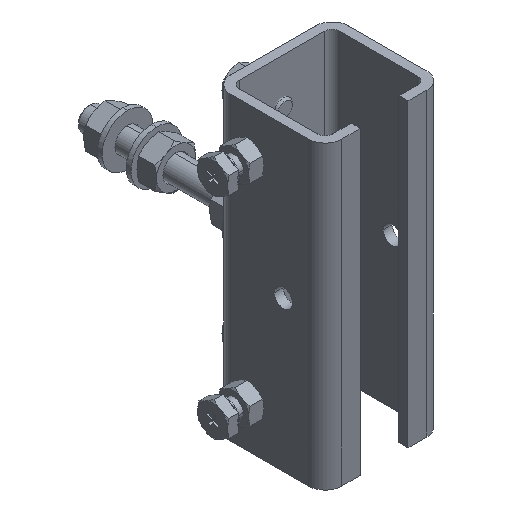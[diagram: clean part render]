
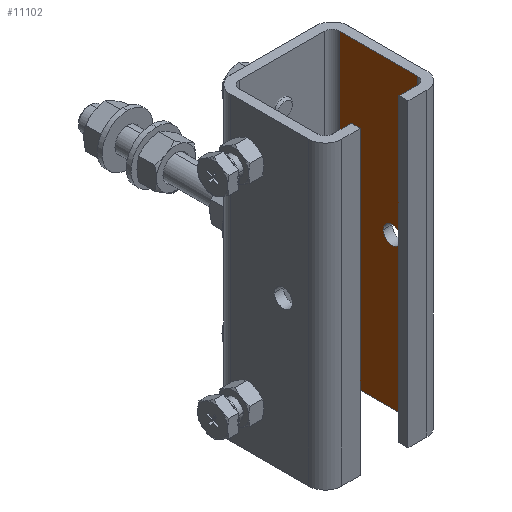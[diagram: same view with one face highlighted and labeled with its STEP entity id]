
A CAD part, isometric view. The second image highlights one B-rep face of the part: STEP entity #11102.
In plain terms, the highlighted planar face has unit normal (1, 0, 0).
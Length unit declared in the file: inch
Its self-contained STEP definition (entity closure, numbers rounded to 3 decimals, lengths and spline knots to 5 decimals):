
#165 = CARTESIAN_POINT ( 'NONE',  ( 0.65551, -0.61024, 1.9685 ) ) ;
#603 = EDGE_LOOP ( 'NONE', ( #10406, #2650, #1454, #7394 ) ) ;
#934 = CARTESIAN_POINT ( 'NONE',  ( 0.65551, -0.29724, 0. ) ) ;
#1418 = CARTESIAN_POINT ( 'NONE',  ( 0.65551, 0.51181, 1.9685 ) ) ;
#1454 = ORIENTED_EDGE ( 'NONE', *, *, #8913, .F. ) ;
#1496 = VERTEX_POINT ( 'NONE', #2998 ) ;
#1560 = DIRECTION ( 'NONE',  ( 0., 1., 0. ) ) ;
#1913 = CARTESIAN_POINT ( 'NONE',  ( 0.65551, 0.72795, -1.9685 ) ) ;
#2049 = VERTEX_POINT ( 'NONE', #10452 ) ;
#2169 = AXIS2_PLACEMENT_3D ( 'NONE', #9336, #11094, #1560 ) ;
#2364 = VERTEX_POINT ( 'NONE', #1418 ) ;
#2423 = VECTOR ( 'NONE', #7878, 39.37008 ) ;
#2650 = ORIENTED_EDGE ( 'NONE', *, *, #3536, .T. ) ;
#2779 = DIRECTION ( 'NONE',  ( -1., 0., 0. ) ) ;
#2858 = CARTESIAN_POINT ( 'NONE',  ( 0.65551, -0.51181, -1.9685 ) ) ;
#2998 = CARTESIAN_POINT ( 'NONE',  ( 0.65551, 0.51181, -1.9685 ) ) ;
#3161 = EDGE_CURVE ( 'NONE', #2049, #5031, #11042, .T. ) ;
#3225 = EDGE_CURVE ( 'NONE', #2364, #9607, #3545, .T. ) ;
#3536 = EDGE_CURVE ( 'NONE', #7247, #1496, #3732, .T. ) ;
#3545 = LINE ( 'NONE', #10356, #4168 ) ;
#3732 = LINE ( 'NONE', #1913, #3803 ) ;
#3803 = VECTOR ( 'NONE', #4636, 39.37008 ) ;
#4168 = VECTOR ( 'NONE', #8553, 39.37008 ) ;
#4315 = FACE_OUTER_BOUND ( 'NONE', #603, .T. ) ;
#4484 = FACE_BOUND ( 'NONE', #6920, .T. ) ;
#4636 = DIRECTION ( 'NONE',  ( 0., 1., 0. ) ) ;
#4735 = DIRECTION ( 'NONE',  ( 0., 1., 0. ) ) ;
#4802 = AXIS2_PLACEMENT_3D ( 'NONE', #6619, #5658, #4735 ) ;
#5031 = VERTEX_POINT ( 'NONE', #934 ) ;
#5269 = AXIS2_PLACEMENT_3D ( 'NONE', #165, #2779, #7782 ) ;
#5278 = LINE ( 'NONE', #8728, #2423 ) ;
#5658 = DIRECTION ( 'NONE',  ( 1., 0., 0. ) ) ;
#6619 = CARTESIAN_POINT ( 'NONE',  ( 0.65551, -0.17913, 0. ) ) ;
#6920 = EDGE_LOOP ( 'NONE', ( #7275, #11214 ) ) ;
#7017 = EDGE_CURVE ( 'NONE', #5031, #2049, #8460, .T. ) ;
#7150 = LINE ( 'NONE', #10592, #9412 ) ;
#7247 = VERTEX_POINT ( 'NONE', #2858 ) ;
#7275 = ORIENTED_EDGE ( 'NONE', *, *, #3161, .F. ) ;
#7394 = ORIENTED_EDGE ( 'NONE', *, *, #3225, .T. ) ;
#7782 = DIRECTION ( 'NONE',  ( 0., 0., 1. ) ) ;
#7878 = DIRECTION ( 'NONE',  ( 0., 0., -1. ) ) ;
#7949 = PLANE ( 'NONE',  #5269 ) ;
#8460 = CIRCLE ( 'NONE', #4802, 0.11811 ) ;
#8553 = DIRECTION ( 'NONE',  ( 0., -1., 0. ) ) ;
#8728 = CARTESIAN_POINT ( 'NONE',  ( 0.65551, 0.51181, 1.9685 ) ) ;
#8913 = EDGE_CURVE ( 'NONE', #2364, #1496, #5278, .T. ) ;
#9336 = CARTESIAN_POINT ( 'NONE',  ( 0.65551, -0.17913, 0. ) ) ;
#9412 = VECTOR ( 'NONE', #9804, 39.37008 ) ;
#9607 = VERTEX_POINT ( 'NONE', #9745 ) ;
#9745 = CARTESIAN_POINT ( 'NONE',  ( 0.65551, -0.51181, 1.9685 ) ) ;
#9804 = DIRECTION ( 'NONE',  ( 0., 0., 1. ) ) ;
#10288 = EDGE_CURVE ( 'NONE', #7247, #9607, #7150, .T. ) ;
#10356 = CARTESIAN_POINT ( 'NONE',  ( 0.65551, -0.72795, 1.9685 ) ) ;
#10406 = ORIENTED_EDGE ( 'NONE', *, *, #10288, .F. ) ;
#10452 = CARTESIAN_POINT ( 'NONE',  ( 0.65551, -0.06102, 0. ) ) ;
#10592 = CARTESIAN_POINT ( 'NONE',  ( 0.65551, -0.51181, 1.9685 ) ) ;
#11042 = CIRCLE ( 'NONE', #2169, 0.11811 ) ;
#11094 = DIRECTION ( 'NONE',  ( 1., 0., 0. ) ) ;
#11102 = ADVANCED_FACE ( 'NONE', ( #4484, #4315 ), #7949, .F. ) ;
#11214 = ORIENTED_EDGE ( 'NONE', *, *, #7017, .F. ) ;
